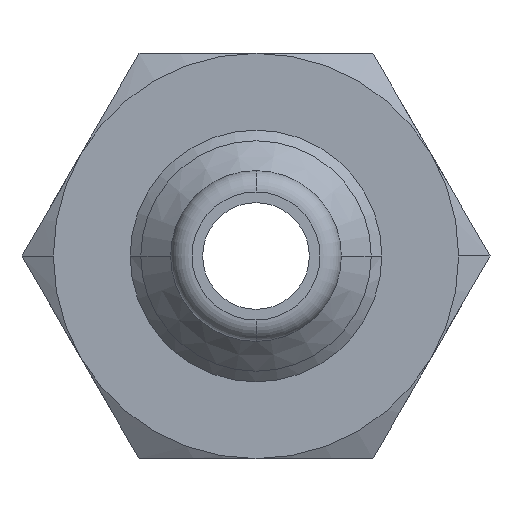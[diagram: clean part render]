
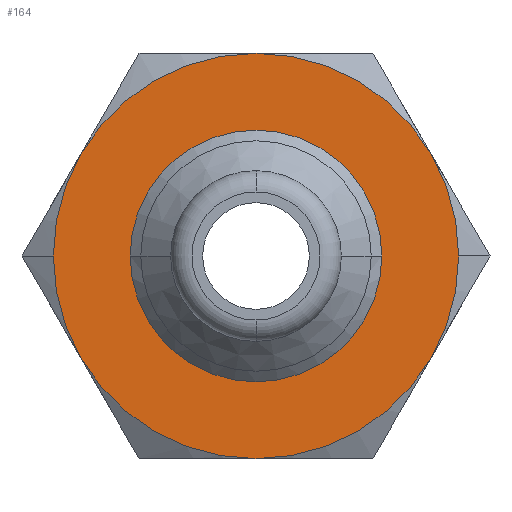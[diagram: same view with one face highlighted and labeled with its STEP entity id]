
A CAD part, front view. The second image highlights one B-rep face of the part: STEP entity #164.
In plain terms, the highlighted planar face has unit normal (0, -1, 0).
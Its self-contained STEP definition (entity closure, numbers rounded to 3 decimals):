
#164=ADVANCED_FACE('',(#326,#327),#328,.T.);
#326=FACE_OUTER_BOUND('',#481,.T.);
#327=FACE_BOUND('',#482,.T.);
#328=PLANE('',#483);
#481=EDGE_LOOP('',(#864,#865,#866,#867,#868,#869,#870,#871));
#482=EDGE_LOOP('',(#872,#873));
#483=AXIS2_PLACEMENT_3D('',#874,#875,#876);
#864=ORIENTED_EDGE('',*,*,#938,.F.);
#865=ORIENTED_EDGE('',*,*,#964,.F.);
#866=ORIENTED_EDGE('',*,*,#984,.F.);
#867=ORIENTED_EDGE('',*,*,#1030,.F.);
#868=ORIENTED_EDGE('',*,*,#1022,.F.);
#869=ORIENTED_EDGE('',*,*,#889,.F.);
#870=ORIENTED_EDGE('',*,*,#1015,.F.);
#871=ORIENTED_EDGE('',*,*,#1017,.F.);
#872=ORIENTED_EDGE('',*,*,#978,.F.);
#873=ORIENTED_EDGE('',*,*,#1009,.F.);
#874=CARTESIAN_POINT('',(4.75,24.0,0.0));
#875=DIRECTION('',(-0.0,-1.0,-0.0));
#876=DIRECTION('',(-1.0,0.0,0.0));
#889=EDGE_CURVE('',#1041,#1038,#1043,.T.);
#938=EDGE_CURVE('',#1111,#1119,#1121,.T.);
#964=EDGE_CURVE('',#1080,#1111,#1157,.T.);
#978=EDGE_CURVE('',#1179,#1177,#1181,.T.);
#984=EDGE_CURVE('',#1186,#1080,#1188,.T.);
#1009=EDGE_CURVE('',#1177,#1179,#1217,.T.);
#1015=EDGE_CURVE('',#1132,#1041,#1224,.T.);
#1017=EDGE_CURVE('',#1119,#1132,#1226,.T.);
#1022=EDGE_CURVE('',#1038,#1229,#1232,.T.);
#1030=EDGE_CURVE('',#1229,#1186,#1240,.T.);
#1038=VERTEX_POINT('',#1248);
#1041=VERTEX_POINT('',#1262);
#1043=CIRCLE('',#1275,9.5);
#1080=VERTEX_POINT('',#1348);
#1111=VERTEX_POINT('',#1441);
#1119=VERTEX_POINT('',#1494);
#1121=CIRCLE('',#1497,9.5);
#1132=VERTEX_POINT('',#1543);
#1157=CIRCLE('',#1603,9.5);
#1177=VERTEX_POINT('',#1625);
#1179=VERTEX_POINT('',#1628);
#1181=CIRCLE('',#1631,5.9);
#1186=VERTEX_POINT('',#1638);
#1188=CIRCLE('',#1651,9.5);
#1217=CIRCLE('',#1707,5.9);
#1224=CIRCLE('',#1714,9.5);
#1226=CIRCLE('',#1716,9.5);
#1229=VERTEX_POINT('',#1719);
#1232=CIRCLE('',#1734,9.5);
#1240=CIRCLE('',#1744,9.5);
#1248=CARTESIAN_POINT('',(-8.227,24.0,-4.75));
#1262=CARTESIAN_POINT('',(0.0,24.0,-9.5));
#1275=AXIS2_PLACEMENT_3D('',#1751,#1752,#1753);
#1348=CARTESIAN_POINT('',(0.,24.0,9.5));
#1441=CARTESIAN_POINT('',(8.227,24.0,4.75));
#1494=CARTESIAN_POINT('',(9.5,24.0,0.));
#1497=AXIS2_PLACEMENT_3D('',#1808,#1809,#1810);
#1543=CARTESIAN_POINT('',(8.227,24.0,-4.75));
#1603=AXIS2_PLACEMENT_3D('',#1836,#1837,#1838);
#1625=CARTESIAN_POINT('',(5.9,24.0,0.));
#1628=CARTESIAN_POINT('',(-5.9,24.0,0.));
#1631=AXIS2_PLACEMENT_3D('',#1861,#1862,#1863);
#1638=CARTESIAN_POINT('',(-8.227,24.0,4.75));
#1651=AXIS2_PLACEMENT_3D('',#1866,#1867,#1868);
#1707=AXIS2_PLACEMENT_3D('',#1895,#1896,#1897);
#1714=AXIS2_PLACEMENT_3D('',#1907,#1908,#1909);
#1716=AXIS2_PLACEMENT_3D('',#1910,#1911,#1912);
#1719=CARTESIAN_POINT('',(-9.5,24.0,0.));
#1734=AXIS2_PLACEMENT_3D('',#1914,#1915,#1916);
#1744=AXIS2_PLACEMENT_3D('',#1925,#1926,#1927);
#1751=CARTESIAN_POINT('',(0.0,24.0,0.0));
#1752=DIRECTION('',(-0.0,1.0,0.0));
#1753=DIRECTION('',(1.0,0.0,0.0));
#1808=CARTESIAN_POINT('',(0.0,24.0,0.0));
#1809=DIRECTION('',(-0.0,1.0,0.0));
#1810=DIRECTION('',(1.0,0.0,0.0));
#1836=CARTESIAN_POINT('',(0.0,24.0,0.0));
#1837=DIRECTION('',(-0.0,1.0,0.0));
#1838=DIRECTION('',(1.0,0.0,0.0));
#1861=CARTESIAN_POINT('',(0.0,24.0,0.0));
#1862=DIRECTION('',(0.0,-1.0,0.0));
#1863=DIRECTION('',(1.0,0.0,0.0));
#1866=CARTESIAN_POINT('',(0.0,24.0,0.0));
#1867=DIRECTION('',(-0.0,1.0,0.0));
#1868=DIRECTION('',(1.0,0.0,0.0));
#1895=CARTESIAN_POINT('',(0.0,24.0,0.0));
#1896=DIRECTION('',(0.0,-1.0,0.0));
#1897=DIRECTION('',(1.0,0.0,0.0));
#1907=CARTESIAN_POINT('',(0.0,24.0,0.0));
#1908=DIRECTION('',(-0.0,1.0,0.0));
#1909=DIRECTION('',(1.0,0.0,0.0));
#1910=CARTESIAN_POINT('',(0.0,24.0,0.0));
#1911=DIRECTION('',(-0.0,1.0,0.0));
#1912=DIRECTION('',(1.0,0.0,0.0));
#1914=CARTESIAN_POINT('',(0.0,24.0,0.0));
#1915=DIRECTION('',(-0.0,1.0,0.0));
#1916=DIRECTION('',(1.0,0.0,0.0));
#1925=CARTESIAN_POINT('',(0.0,24.0,0.0));
#1926=DIRECTION('',(-0.0,1.0,0.0));
#1927=DIRECTION('',(1.0,0.0,0.0));
